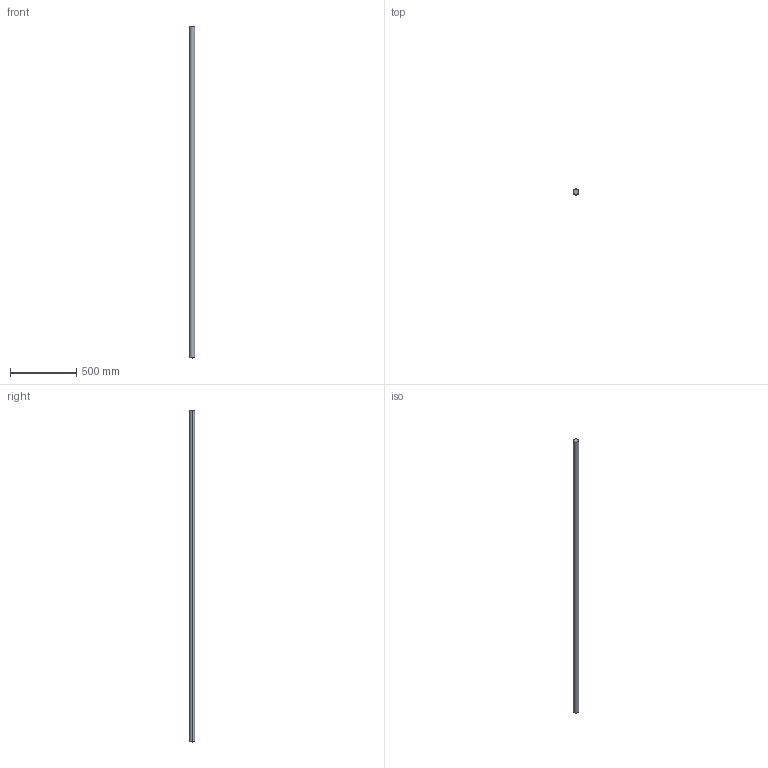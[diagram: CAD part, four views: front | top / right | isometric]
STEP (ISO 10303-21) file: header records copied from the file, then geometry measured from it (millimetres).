
FILE_DESCRIPTION (( 'STEP AP203' ), '1' );
FILE_NAME ('H-BU42-2500.step', '2021-03-02T09:56:38', ( '' ), ( '' ), 'SwSTEP 2.0', 'SolidWorks 2018', '' );
FILE_SCHEMA (( 'CONFIG_CONTROL_DESIGN' ));
Length unit declared in the file: millimetre
Products named in the file (2): H-BU42-2500
Bounding box: 42 x 42 x 2500 mm (x, y, z)
Volume: 3463604.9 mm3; surface area: 332651.6 mm2
Topology: 1 solids, 1 shells, 294 faces, 792 edges, 528 vertices
Faces by surface type: plane 170, bspline 122, cylinder 2
Entity records: 15451 total; most frequent: CARTESIAN_POINT 8746, ORIENTED_EDGE 1584, DIRECTION 900, EDGE_CURVE 792, VECTOR 544, LINE 544, VERTEX_POINT 528, EDGE_LOOP 322
